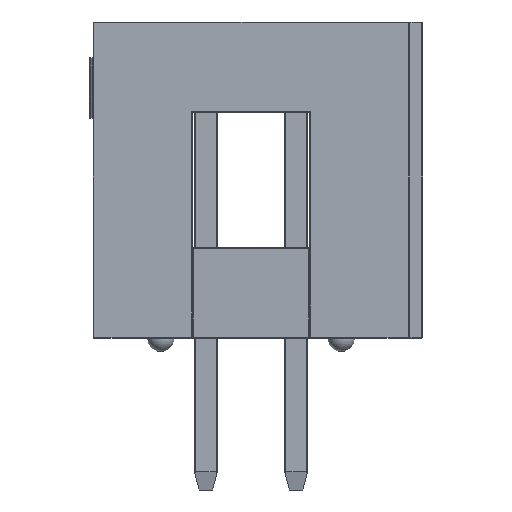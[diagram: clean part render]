
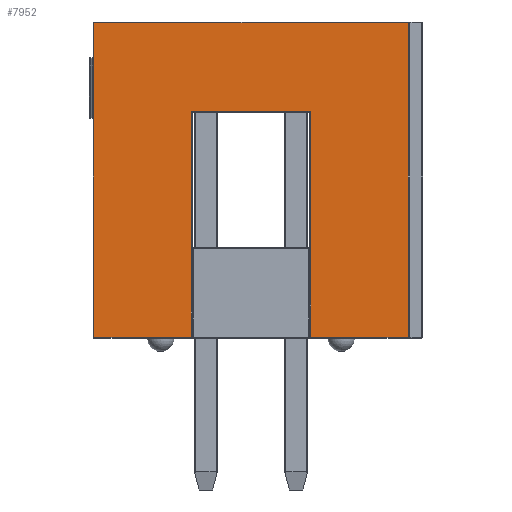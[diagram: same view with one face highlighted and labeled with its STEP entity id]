
A CAD part, left-side view. The second image highlights one B-rep face of the part: STEP entity #7952.
In plain terms, the highlighted planar face has unit normal (-1, 0, 0).
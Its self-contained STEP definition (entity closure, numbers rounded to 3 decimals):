
#590=CIRCLE('',#8589,0.051);
#732=PLANE('',#8751);
#1132=FACE_OUTER_BOUND('',#1625,.T.);
#1625=EDGE_LOOP('',(#6404,#6405,#6406,#6407,#6408,#6409,#6410,#6411,#6412));
#1987=LINE('',#11990,#2724);
#2004=LINE('',#12206,#2741);
#2008=LINE('',#12230,#2745);
#2039=LINE('',#12382,#2776);
#2041=LINE('',#12385,#2778);
#2046=LINE('',#12393,#2783);
#2049=LINE('',#12397,#2786);
#2101=LINE('',#12475,#2838);
#2724=VECTOR('',#9590,10.);
#2741=VECTOR('',#9739,10.);
#2745=VECTOR('',#9767,10.);
#2776=VECTOR('',#9948,10.);
#2778=VECTOR('',#9952,10.);
#2783=VECTOR('',#9963,10.);
#2786=VECTOR('',#9968,10.);
#2838=VECTOR('',#10072,10.);
#3545=VERTEX_POINT('',#11650);
#3582=VERTEX_POINT('',#11857);
#3601=VERTEX_POINT('',#11989);
#3646=VERTEX_POINT('',#12199);
#3655=VERTEX_POINT('',#12224);
#3656=VERTEX_POINT('',#12226);
#3681=VERTEX_POINT('',#12298);
#3682=VERTEX_POINT('',#12302);
#3695=VERTEX_POINT('',#12346);
#4394=EDGE_CURVE('',#3545,#3601,#1987,.T.);
#4459=EDGE_CURVE('',#3646,#3582,#2004,.T.);
#4469=EDGE_CURVE('',#3655,#3656,#590,.T.);
#4471=EDGE_CURVE('',#3601,#3655,#2008,.T.);
#4548=EDGE_CURVE('',#3682,#3695,#2039,.T.);
#4550=EDGE_CURVE('',#3695,#3681,#2041,.T.);
#4555=EDGE_CURVE('',#3656,#3682,#2046,.T.);
#4558=EDGE_CURVE('',#3681,#3646,#2049,.T.);
#4610=EDGE_CURVE('',#3582,#3545,#2101,.T.);
#6404=ORIENTED_EDGE('',*,*,#4548,.F.);
#6405=ORIENTED_EDGE('',*,*,#4555,.F.);
#6406=ORIENTED_EDGE('',*,*,#4469,.F.);
#6407=ORIENTED_EDGE('',*,*,#4471,.F.);
#6408=ORIENTED_EDGE('',*,*,#4394,.F.);
#6409=ORIENTED_EDGE('',*,*,#4610,.F.);
#6410=ORIENTED_EDGE('',*,*,#4459,.F.);
#6411=ORIENTED_EDGE('',*,*,#4558,.F.);
#6412=ORIENTED_EDGE('',*,*,#4550,.F.);
#7952=ADVANCED_FACE('',(#1132),#732,.T.);
#8589=AXIS2_PLACEMENT_3D('',#12227,#9761,#9762);
#8751=AXIS2_PLACEMENT_3D('',#12745,#10313,#10314);
#9590=DIRECTION('',(0.,0.,1.));
#9739=DIRECTION('',(0.,0.,-1.));
#9761=DIRECTION('center_axis',(-1.,0.,0.));
#9762=DIRECTION('ref_axis',(0.,0.707,0.707));
#9767=DIRECTION('',(0.,1.,0.));
#9948=DIRECTION('',(0.,1.,0.));
#9952=DIRECTION('',(0.,0.,1.));
#9963=DIRECTION('',(0.,0.,-1.));
#9968=DIRECTION('',(0.,-1.,0.));
#10072=DIRECTION('',(0.,1.,0.));
#10313=DIRECTION('center_axis',(-1.,0.,0.));
#10314=DIRECTION('ref_axis',(0.,-1.,0.));
#11650=CARTESIAN_POINT('',(-14.605,-1.676,0.025));
#11857=CARTESIAN_POINT('',(-14.605,-4.42,0.025));
#11989=CARTESIAN_POINT('',(-14.605,-1.676,6.375));
#11990=CARTESIAN_POINT('',(-14.605,-1.676,3.175));
#12199=CARTESIAN_POINT('',(-14.605,-4.42,8.865));
#12206=CARTESIAN_POINT('',(-14.605,-4.42,0.));
#12224=CARTESIAN_POINT('',(-14.605,1.626,6.375));
#12226=CARTESIAN_POINT('',(-14.605,1.676,6.325));
#12227=CARTESIAN_POINT('Origin',(-14.605,1.626,6.325));
#12230=CARTESIAN_POINT('',(-14.605,3.048,6.375));
#12298=CARTESIAN_POINT('',(-14.605,4.42,8.865));
#12302=CARTESIAN_POINT('',(-14.605,1.676,0.025));
#12346=CARTESIAN_POINT('',(-14.605,4.42,0.025));
#12382=CARTESIAN_POINT('',(-14.605,2.223,0.025));
#12385=CARTESIAN_POINT('',(-14.605,4.42,0.));
#12393=CARTESIAN_POINT('',(-14.605,1.676,0.));
#12397=CARTESIAN_POINT('',(-14.605,2.223,8.865));
#12475=CARTESIAN_POINT('',(-14.605,2.223,0.025));
#12745=CARTESIAN_POINT('Origin',(-14.605,4.445,0.));
